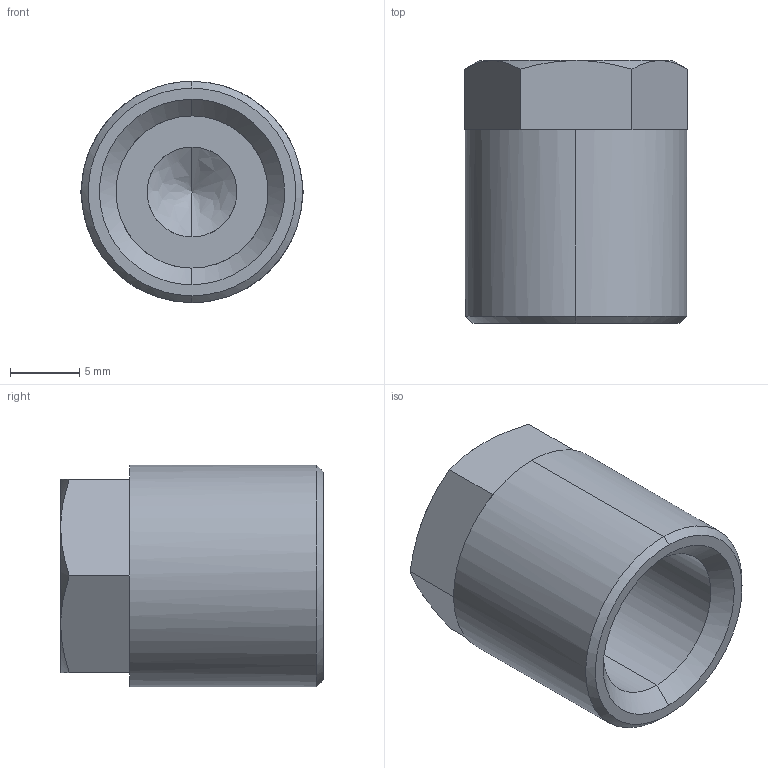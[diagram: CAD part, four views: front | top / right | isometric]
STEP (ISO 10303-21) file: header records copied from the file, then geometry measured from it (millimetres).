
FILE_DESCRIPTION (( 'STEP AP214' ), '1' );
FILE_NAME ('DRF.KAP02.STEP', '2018-09-05T07:37:51', ( '' ), ( '' ), 'SwSTEP 2.0', 'SolidWorks 2018', '' );
FILE_SCHEMA (( 'AUTOMOTIVE_DESIGN' ));
Length unit declared in the file: millimetre
Products named in the file (1): DRF.KAP02
Bounding box: 16.17 x 19 x 16 mm (x, y, z)
Volume: 2287.3 mm3; surface area: 1798.2 mm2
Topology: 1 solids, 1 shells, 39 faces, 84 edges, 47 vertices
Faces by surface type: bspline 39
Entity records: 1477 total; most frequent: CARTESIAN_POINT 928, ORIENTED_EDGE 164, EDGE_CURVE 82, B_SPLINE_CURVE_WITH_KNOTS 73, VERTEX_POINT 47, EDGE_LOOP 41, ADVANCED_FACE 39, FACE_OUTER_BOUND 39
